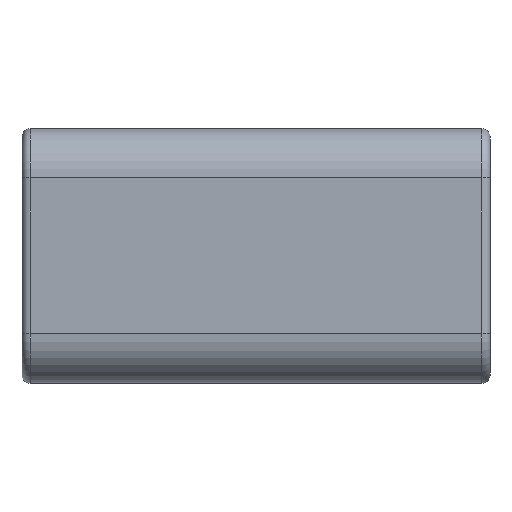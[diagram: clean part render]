
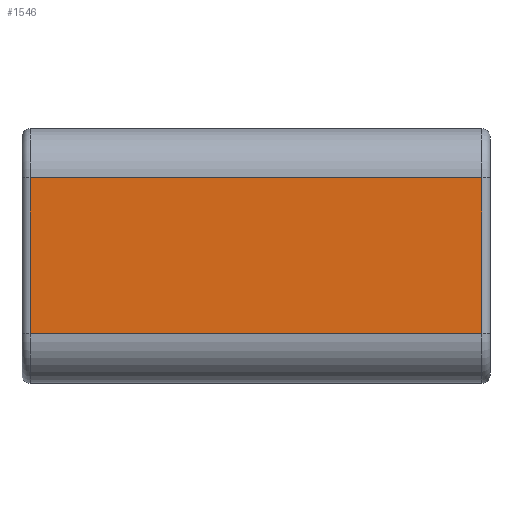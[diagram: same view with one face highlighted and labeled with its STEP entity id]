
A CAD part, top view. The second image highlights one B-rep face of the part: STEP entity #1546.
In plain terms, the highlighted planar face has unit normal (0, 0, 1).
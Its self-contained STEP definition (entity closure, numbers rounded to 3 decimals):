
#599 = CYLINDRICAL_SURFACE('',#600,6.);
#600 = AXIS2_PLACEMENT_3D('',#601,#602,#603);
#601 = CARTESIAN_POINT('',(-28.5,9.5,9.));
#602 = DIRECTION('',(-1.,0.,0.));
#603 = DIRECTION('',(0.,1.,0.));
#731 = CYLINDRICAL_SURFACE('',#732,1.);
#732 = AXIS2_PLACEMENT_3D('',#733,#734,#735);
#733 = CARTESIAN_POINT('',(-27.5,-9.5,14.));
#734 = DIRECTION('',(0.,1.,0.));
#735 = DIRECTION('',(0.,0.,1.));
#933 = CYLINDRICAL_SURFACE('',#934,1.);
#934 = AXIS2_PLACEMENT_3D('',#935,#936,#937);
#935 = CARTESIAN_POINT('',(27.5,-9.5,14.));
#936 = DIRECTION('',(0.,1.,0.));
#937 = DIRECTION('',(0.,0.,1.));
#1101 = CYLINDRICAL_SURFACE('',#1102,6.);
#1102 = AXIS2_PLACEMENT_3D('',#1103,#1104,#1105);
#1103 = CARTESIAN_POINT('',(-28.5,-9.5,9.));
#1104 = DIRECTION('',(-1.,0.,0.));
#1105 = DIRECTION('',(0.,1.,0.));
#1191 = VERTEX_POINT('',#1192);
#1192 = CARTESIAN_POINT('',(27.5,9.5,15.));
#1214 = EDGE_CURVE('',#1215,#1191,#1217,.T.);
#1215 = VERTEX_POINT('',#1216);
#1216 = CARTESIAN_POINT('',(-27.5,9.5,15.));
#1217 = SURFACE_CURVE('',#1218,(#1222,#1229),.PCURVE_S1.);
#1218 = LINE('',#1219,#1220);
#1219 = CARTESIAN_POINT('',(-28.5,9.5,15.));
#1220 = VECTOR('',#1221,1.);
#1221 = DIRECTION('',(1.,0.,0.));
#1222 = PCURVE('',#599,#1223);
#1223 = DEFINITIONAL_REPRESENTATION('',(#1224),#1228);
#1224 = LINE('',#1225,#1226);
#1225 = CARTESIAN_POINT('',(-1.571,0.));
#1226 = VECTOR('',#1227,1.);
#1227 = DIRECTION('',(-0.,-1.));
#1228 = ( GEOMETRIC_REPRESENTATION_CONTEXT(2) 
PARAMETRIC_REPRESENTATION_CONTEXT() REPRESENTATION_CONTEXT('2D SPACE',''
  ) );
#1229 = PCURVE('',#1230,#1235);
#1230 = PLANE('',#1231);
#1231 = AXIS2_PLACEMENT_3D('',#1232,#1233,#1234);
#1232 = CARTESIAN_POINT('',(-28.5,-9.5,15.));
#1233 = DIRECTION('',(0.,0.,1.));
#1234 = DIRECTION('',(0.,1.,0.));
#1235 = DEFINITIONAL_REPRESENTATION('',(#1236),#1240);
#1236 = LINE('',#1237,#1238);
#1237 = CARTESIAN_POINT('',(19.,0.));
#1238 = VECTOR('',#1239,1.);
#1239 = DIRECTION('',(0.,-1.));
#1240 = ( GEOMETRIC_REPRESENTATION_CONTEXT(2) 
PARAMETRIC_REPRESENTATION_CONTEXT() REPRESENTATION_CONTEXT('2D SPACE',''
  ) );
#1321 = VERTEX_POINT('',#1322);
#1322 = CARTESIAN_POINT('',(-27.5,-9.5,15.));
#1371 = EDGE_CURVE('',#1321,#1215,#1372,.T.);
#1372 = SURFACE_CURVE('',#1373,(#1377,#1384),.PCURVE_S1.);
#1373 = LINE('',#1374,#1375);
#1374 = CARTESIAN_POINT('',(-27.5,-9.5,15.));
#1375 = VECTOR('',#1376,1.);
#1376 = DIRECTION('',(0.,1.,0.));
#1377 = PCURVE('',#731,#1378);
#1378 = DEFINITIONAL_REPRESENTATION('',(#1379),#1383);
#1379 = LINE('',#1380,#1381);
#1380 = CARTESIAN_POINT('',(-0.,0.));
#1381 = VECTOR('',#1382,1.);
#1382 = DIRECTION('',(-0.,1.));
#1383 = ( GEOMETRIC_REPRESENTATION_CONTEXT(2) 
PARAMETRIC_REPRESENTATION_CONTEXT() REPRESENTATION_CONTEXT('2D SPACE',''
  ) );
#1384 = PCURVE('',#1230,#1385);
#1385 = DEFINITIONAL_REPRESENTATION('',(#1386),#1390);
#1386 = LINE('',#1387,#1388);
#1387 = CARTESIAN_POINT('',(0.,-1.));
#1388 = VECTOR('',#1389,1.);
#1389 = DIRECTION('',(1.,0.));
#1390 = ( GEOMETRIC_REPRESENTATION_CONTEXT(2) 
PARAMETRIC_REPRESENTATION_CONTEXT() REPRESENTATION_CONTEXT('2D SPACE',''
  ) );
#1449 = VERTEX_POINT('',#1450);
#1450 = CARTESIAN_POINT('',(27.5,-9.5,15.));
#1499 = EDGE_CURVE('',#1449,#1191,#1500,.T.);
#1500 = SURFACE_CURVE('',#1501,(#1505,#1512),.PCURVE_S1.);
#1501 = LINE('',#1502,#1503);
#1502 = CARTESIAN_POINT('',(27.5,-9.5,15.));
#1503 = VECTOR('',#1504,1.);
#1504 = DIRECTION('',(0.,1.,0.));
#1505 = PCURVE('',#933,#1506);
#1506 = DEFINITIONAL_REPRESENTATION('',(#1507),#1511);
#1507 = LINE('',#1508,#1509);
#1508 = CARTESIAN_POINT('',(0.,0.));
#1509 = VECTOR('',#1510,1.);
#1510 = DIRECTION('',(0.,1.));
#1511 = ( GEOMETRIC_REPRESENTATION_CONTEXT(2) 
PARAMETRIC_REPRESENTATION_CONTEXT() REPRESENTATION_CONTEXT('2D SPACE',''
  ) );
#1512 = PCURVE('',#1230,#1513);
#1513 = DEFINITIONAL_REPRESENTATION('',(#1514),#1518);
#1514 = LINE('',#1515,#1516);
#1515 = CARTESIAN_POINT('',(0.,-56.));
#1516 = VECTOR('',#1517,1.);
#1517 = DIRECTION('',(1.,0.));
#1518 = ( GEOMETRIC_REPRESENTATION_CONTEXT(2) 
PARAMETRIC_REPRESENTATION_CONTEXT() REPRESENTATION_CONTEXT('2D SPACE',''
  ) );
#1523 = EDGE_CURVE('',#1321,#1449,#1524,.T.);
#1524 = SURFACE_CURVE('',#1525,(#1529,#1536),.PCURVE_S1.);
#1525 = LINE('',#1526,#1527);
#1526 = CARTESIAN_POINT('',(-28.5,-9.5,15.));
#1527 = VECTOR('',#1528,1.);
#1528 = DIRECTION('',(1.,0.,0.));
#1529 = PCURVE('',#1101,#1530);
#1530 = DEFINITIONAL_REPRESENTATION('',(#1531),#1535);
#1531 = LINE('',#1532,#1533);
#1532 = CARTESIAN_POINT('',(-1.571,0.));
#1533 = VECTOR('',#1534,1.);
#1534 = DIRECTION('',(-0.,-1.));
#1535 = ( GEOMETRIC_REPRESENTATION_CONTEXT(2) 
PARAMETRIC_REPRESENTATION_CONTEXT() REPRESENTATION_CONTEXT('2D SPACE',''
  ) );
#1536 = PCURVE('',#1230,#1537);
#1537 = DEFINITIONAL_REPRESENTATION('',(#1538),#1542);
#1538 = LINE('',#1539,#1540);
#1539 = CARTESIAN_POINT('',(0.,0.));
#1540 = VECTOR('',#1541,1.);
#1541 = DIRECTION('',(0.,-1.));
#1542 = ( GEOMETRIC_REPRESENTATION_CONTEXT(2) 
PARAMETRIC_REPRESENTATION_CONTEXT() REPRESENTATION_CONTEXT('2D SPACE',''
  ) );
#1546 = ADVANCED_FACE('',(#1547),#1230,.T.);
#1547 = FACE_BOUND('',#1548,.T.);
#1548 = EDGE_LOOP('',(#1549,#1550,#1551,#1552));
#1549 = ORIENTED_EDGE('',*,*,#1523,.T.);
#1550 = ORIENTED_EDGE('',*,*,#1499,.T.);
#1551 = ORIENTED_EDGE('',*,*,#1214,.F.);
#1552 = ORIENTED_EDGE('',*,*,#1371,.F.);
